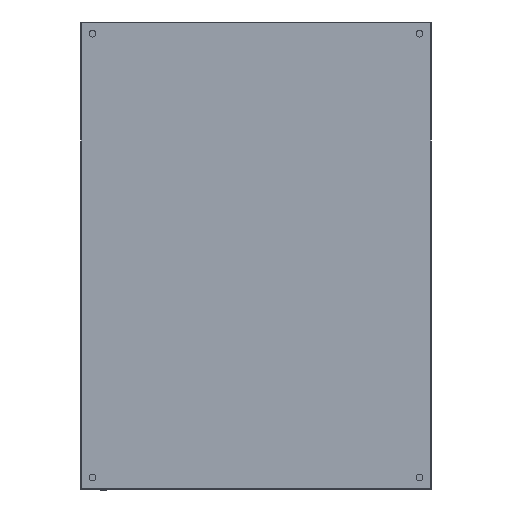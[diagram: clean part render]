
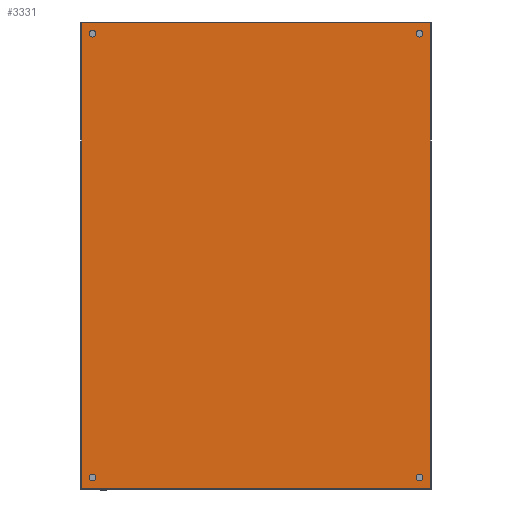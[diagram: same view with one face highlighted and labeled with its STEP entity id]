
A CAD part, front view. The second image highlights one B-rep face of the part: STEP entity #3331.
In plain terms, the highlighted planar face has unit normal (0, -1, 0).
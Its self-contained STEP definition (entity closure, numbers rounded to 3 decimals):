
#123 = CARTESIAN_POINT ( 'NONE',  ( 578.5, 0., -782.75 ) ) ;
#391 = AXIS2_PLACEMENT_3D ( 'NONE', #26791, #15767, #1179 ) ;
#502 = DIRECTION ( 'NONE',  ( 0., 0., -1. ) ) ;
#591 = ORIENTED_EDGE ( 'NONE', *, *, #29458, .F. ) ;
#732 = FACE_BOUND ( 'NONE', #34957, .T. ) ;
#982 = CARTESIAN_POINT ( 'NONE',  ( 578.5, 0., -14.25 ) ) ;
#995 = VERTEX_POINT ( 'NONE', #19182 ) ;
#1072 = ORIENTED_EDGE ( 'NONE', *, *, #20128, .F. ) ;
#1179 = DIRECTION ( 'NONE',  ( 0., 0., 1. ) ) ;
#1528 = LINE ( 'NONE', #4278, #30793 ) ;
#2103 = CARTESIAN_POINT ( 'NONE',  ( 18.5, 0., -18.5 ) ) ;
#2527 = DIRECTION ( 'NONE',  ( 0., 0., -1. ) ) ;
#3173 = VERTEX_POINT ( 'NONE', #23236 ) ;
#3331 = ADVANCED_FACE ( 'NONE', ( #732, #35322, #3785, #32684, #24868 ), #26528, .T. ) ;
#3566 = DIRECTION ( 'NONE',  ( 0., -1., 0. ) ) ;
#3661 = CIRCLE ( 'NONE', #26024, 4.25 ) ;
#3758 = EDGE_CURVE ( 'NONE', #27937, #4061, #16071, .T. ) ;
#3785 = FACE_BOUND ( 'NONE', #12967, .T. ) ;
#4061 = VERTEX_POINT ( 'NONE', #30028 ) ;
#4278 = CARTESIAN_POINT ( 'NONE',  ( 0., 0., -797. ) ) ;
#4558 = ORIENTED_EDGE ( 'NONE', *, *, #18981, .F. ) ;
#5420 = LINE ( 'NONE', #34492, #31700 ) ;
#5809 = CIRCLE ( 'NONE', #391, 4.25 ) ;
#6572 = DIRECTION ( 'NONE',  ( 0., 0., 1. ) ) ;
#6685 = EDGE_CURVE ( 'NONE', #9892, #20837, #5809, .T. ) ;
#6819 = DIRECTION ( 'NONE',  ( 0., 0., -1. ) ) ;
#7194 = VERTEX_POINT ( 'NONE', #25421 ) ;
#7466 = CARTESIAN_POINT ( 'NONE',  ( 0., 0., 0. ) ) ;
#7629 = EDGE_CURVE ( 'NONE', #3173, #995, #11031, .T. ) ;
#7734 = CIRCLE ( 'NONE', #23019, 4.25 ) ;
#8746 = AXIS2_PLACEMENT_3D ( 'NONE', #26030, #14986, #29071 ) ;
#8895 = DIRECTION ( 'NONE',  ( 0., 0., 1. ) ) ;
#9076 = CARTESIAN_POINT ( 'NONE',  ( 578.5, 0., -778.5 ) ) ;
#9892 = VERTEX_POINT ( 'NONE', #123 ) ;
#9983 = CARTESIAN_POINT ( 'NONE',  ( 578.5, 0., -774.25 ) ) ;
#10721 = CARTESIAN_POINT ( 'NONE',  ( 597., 0., -797. ) ) ;
#10969 = ORIENTED_EDGE ( 'NONE', *, *, #24121, .F. ) ;
#11031 = CIRCLE ( 'NONE', #17790, 4.25 ) ;
#11991 = VERTEX_POINT ( 'NONE', #15269 ) ;
#12733 = DIRECTION ( 'NONE',  ( -1., 0., 0. ) ) ;
#12919 = DIRECTION ( 'NONE',  ( 0., 0., 1. ) ) ;
#12967 = EDGE_LOOP ( 'NONE', ( #16221, #26735 ) ) ;
#13603 = ORIENTED_EDGE ( 'NONE', *, *, #15916, .F. ) ;
#14301 = VECTOR ( 'NONE', #35725, 1000. ) ;
#14400 = DIRECTION ( 'NONE',  ( 0., 0., -1. ) ) ;
#14646 = ORIENTED_EDGE ( 'NONE', *, *, #19605, .F. ) ;
#14986 = DIRECTION ( 'NONE',  ( 0., -1., 0. ) ) ;
#15269 = CARTESIAN_POINT ( 'NONE',  ( 0., 0., 0. ) ) ;
#15484 = DIRECTION ( 'NONE',  ( 0., -1., 0. ) ) ;
#15611 = LINE ( 'NONE', #7466, #14301 ) ;
#15729 = CARTESIAN_POINT ( 'NONE',  ( 18.5, 0., -778.5 ) ) ;
#15767 = DIRECTION ( 'NONE',  ( 0., -1., 0. ) ) ;
#15916 = EDGE_CURVE ( 'NONE', #23034, #22386, #22328, .T. ) ;
#16071 = CIRCLE ( 'NONE', #8746, 4.25 ) ;
#16221 = ORIENTED_EDGE ( 'NONE', *, *, #29770, .F. ) ;
#17287 = EDGE_LOOP ( 'NONE', ( #1072, #10969, #4558, #31027 ) ) ;
#17360 = CARTESIAN_POINT ( 'NONE',  ( 597., 0., 0. ) ) ;
#17427 = DIRECTION ( 'NONE',  ( 0., 0., 1. ) ) ;
#17584 = AXIS2_PLACEMENT_3D ( 'NONE', #2103, #32943, #12919 ) ;
#17790 = AXIS2_PLACEMENT_3D ( 'NONE', #30552, #33140, #2527 ) ;
#18680 = DIRECTION ( 'NONE',  ( 0., 0., -1. ) ) ;
#18981 = EDGE_CURVE ( 'NONE', #7194, #25734, #24409, .T. ) ;
#19182 = CARTESIAN_POINT ( 'NONE',  ( 18.5, 0., -782.75 ) ) ;
#19587 = AXIS2_PLACEMENT_3D ( 'NONE', #9076, #3566, #17427 ) ;
#19605 = EDGE_CURVE ( 'NONE', #20837, #9892, #33473, .T. ) ;
#19934 = DIRECTION ( 'NONE',  ( 0., -1., 0. ) ) ;
#20128 = EDGE_CURVE ( 'NONE', #36044, #11991, #5420, .T. ) ;
#20837 = VERTEX_POINT ( 'NONE', #9983 ) ;
#22328 = CIRCLE ( 'NONE', #17584, 4.25 ) ;
#22386 = VERTEX_POINT ( 'NONE', #23938 ) ;
#22531 = EDGE_CURVE ( 'NONE', #11991, #7194, #15611, .T. ) ;
#22632 = CIRCLE ( 'NONE', #30934, 4.25 ) ;
#23019 = AXIS2_PLACEMENT_3D ( 'NONE', #15729, #15484, #18680 ) ;
#23034 = VERTEX_POINT ( 'NONE', #24120 ) ;
#23236 = CARTESIAN_POINT ( 'NONE',  ( 18.5, 0., -774.25 ) ) ;
#23317 = CARTESIAN_POINT ( 'NONE',  ( 578.5, 0., -18.5 ) ) ;
#23775 = CARTESIAN_POINT ( 'NONE',  ( 0., 0., -797. ) ) ;
#23938 = CARTESIAN_POINT ( 'NONE',  ( 18.5, 0., -22.75 ) ) ;
#24120 = CARTESIAN_POINT ( 'NONE',  ( 18.5, 0., -14.25 ) ) ;
#24121 = EDGE_CURVE ( 'NONE', #25734, #36044, #1528, .T. ) ;
#24357 = EDGE_CURVE ( 'NONE', #22386, #23034, #3661, .T. ) ;
#24409 = LINE ( 'NONE', #17360, #31318 ) ;
#24523 = AXIS2_PLACEMENT_3D ( 'NONE', #23775, #34488, #6819 ) ;
#24868 = FACE_OUTER_BOUND ( 'NONE', #17287, .T. ) ;
#25421 = CARTESIAN_POINT ( 'NONE',  ( 597., 0., 0. ) ) ;
#25734 = VERTEX_POINT ( 'NONE', #10721 ) ;
#26024 = AXIS2_PLACEMENT_3D ( 'NONE', #33726, #19934, #8895 ) ;
#26030 = CARTESIAN_POINT ( 'NONE',  ( 578.5, 0., -18.5 ) ) ;
#26528 = PLANE ( 'NONE',  #24523 ) ;
#26735 = ORIENTED_EDGE ( 'NONE', *, *, #3758, .F. ) ;
#26791 = CARTESIAN_POINT ( 'NONE',  ( 578.5, 0., -778.5 ) ) ;
#27937 = VERTEX_POINT ( 'NONE', #982 ) ;
#28814 = ORIENTED_EDGE ( 'NONE', *, *, #7629, .F. ) ;
#29071 = DIRECTION ( 'NONE',  ( 0., 0., -1. ) ) ;
#29458 = EDGE_CURVE ( 'NONE', #995, #3173, #7734, .T. ) ;
#29770 = EDGE_CURVE ( 'NONE', #4061, #27937, #22632, .T. ) ;
#30028 = CARTESIAN_POINT ( 'NONE',  ( 578.5, 0., -22.75 ) ) ;
#30552 = CARTESIAN_POINT ( 'NONE',  ( 18.5, 0., -778.5 ) ) ;
#30793 = VECTOR ( 'NONE', #12733, 1000. ) ;
#30934 = AXIS2_PLACEMENT_3D ( 'NONE', #23317, #34129, #502 ) ;
#31027 = ORIENTED_EDGE ( 'NONE', *, *, #22531, .F. ) ;
#31135 = EDGE_LOOP ( 'NONE', ( #31719, #14646 ) ) ;
#31318 = VECTOR ( 'NONE', #14400, 1000. ) ;
#31700 = VECTOR ( 'NONE', #6572, 1000. ) ;
#31719 = ORIENTED_EDGE ( 'NONE', *, *, #6685, .F. ) ;
#31722 = EDGE_LOOP ( 'NONE', ( #33034, #13603 ) ) ;
#32554 = CARTESIAN_POINT ( 'NONE',  ( 0., 0., -797. ) ) ;
#32684 = FACE_BOUND ( 'NONE', #31135, .T. ) ;
#32943 = DIRECTION ( 'NONE',  ( 0., -1., 0. ) ) ;
#33034 = ORIENTED_EDGE ( 'NONE', *, *, #24357, .F. ) ;
#33140 = DIRECTION ( 'NONE',  ( 0., -1., 0. ) ) ;
#33473 = CIRCLE ( 'NONE', #19587, 4.25 ) ;
#33726 = CARTESIAN_POINT ( 'NONE',  ( 18.5, 0., -18.5 ) ) ;
#34129 = DIRECTION ( 'NONE',  ( 0., -1., 0. ) ) ;
#34488 = DIRECTION ( 'NONE',  ( 0., -1., 0. ) ) ;
#34492 = CARTESIAN_POINT ( 'NONE',  ( 0., 0., 0. ) ) ;
#34957 = EDGE_LOOP ( 'NONE', ( #591, #28814 ) ) ;
#35322 = FACE_BOUND ( 'NONE', #31722, .T. ) ;
#35725 = DIRECTION ( 'NONE',  ( 1., 0., 0. ) ) ;
#36044 = VERTEX_POINT ( 'NONE', #32554 ) ;
